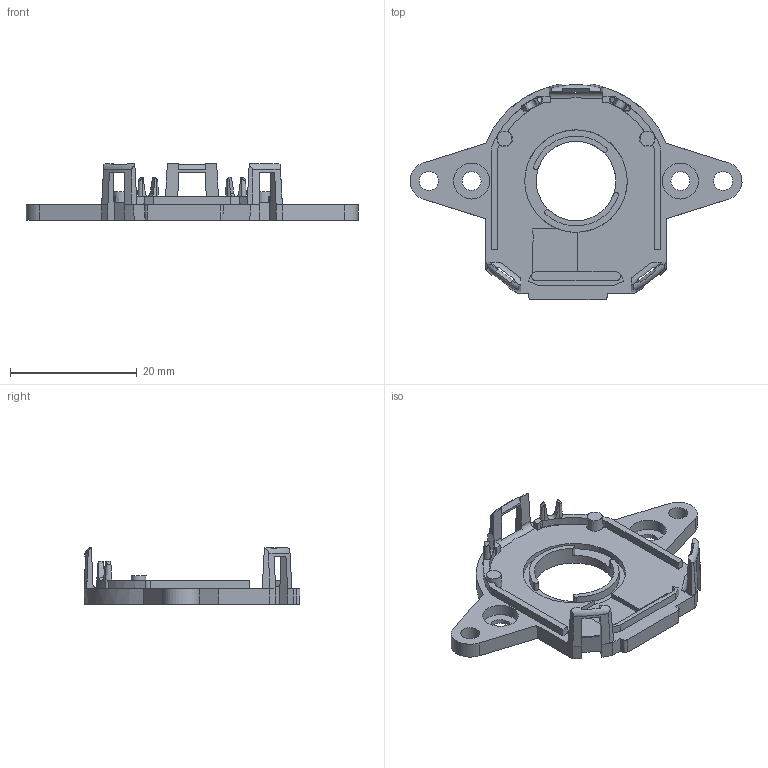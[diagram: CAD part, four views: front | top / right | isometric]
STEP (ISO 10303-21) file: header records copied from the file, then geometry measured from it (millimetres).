
FILE_DESCRIPTION( ( '' ), ' ' );
FILE_NAME( '5e2264f11eda7e15c5e5dc4b.step', '2020-01-18T01:52:50', ( '' ), ( '' ), ' ', ' ', ' ' );
FILE_SCHEMA( ( 'AUTOMOTIVE_DESIGN { 1 0 10303 214 1 1 1 1 }' ) );
Length unit declared in the file: metre
Products named in the file (1): amt103-v_25
Bounding box: 52.48 x 34.14 x 9 mm (x, y, z)
Volume: 2239.9 mm3; surface area: 2994.3 mm2
Topology: 1 solids, 1 shells, 177 faces, 534 edges, 356 vertices
Faces by surface type: plane 99, cylinder 43, cone 31, torus 2, extrusion 1, bspline 1
Full cylindrical faces by diameter (mm): 3 x4, 5.7 x2, 12.6 x1
Entity records: 7709 total; most frequent: CARTESIAN_POINT 1442, ORIENTED_EDGE 1040, DIRECTION 1016, EDGE_CURVE 520, AXIS2_PLACEMENT_3D 380, VERTEX_POINT 351, VECTOR 256, LINE 255
